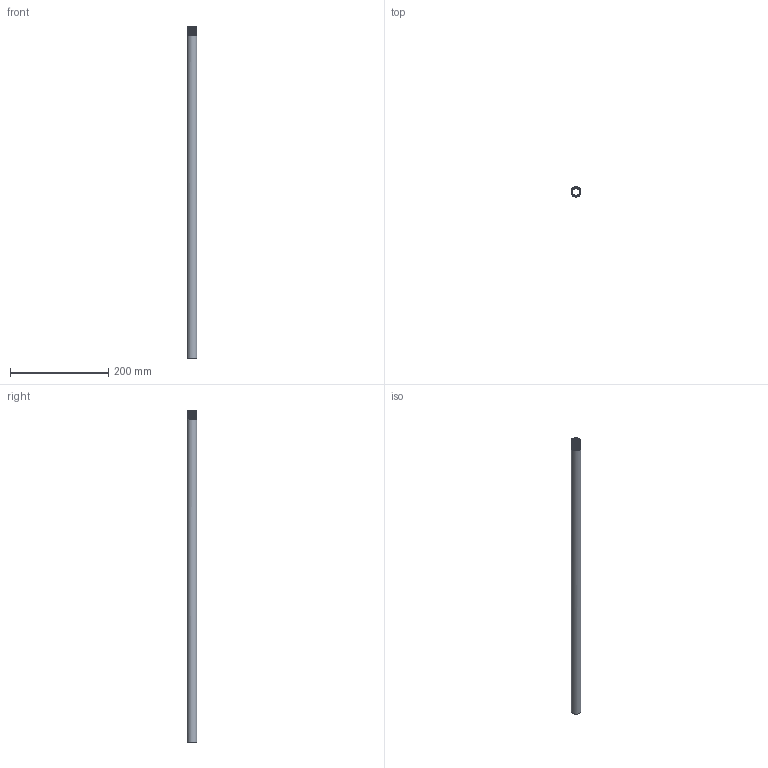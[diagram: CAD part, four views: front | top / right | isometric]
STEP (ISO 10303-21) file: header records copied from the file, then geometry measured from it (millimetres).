
FILE_DESCRIPTION(/* description */ ('CAx-IF Rec.Pracs.---Representation and Presentation of Product Manufacturing Information (PMI)---4.0---2014-10-13','CAx-IF Rec.Pracs.---3D Tessellated Geometry---0.4---2014-09-14','2;1'),/* implementation_level */ '2;1');
FILE_NAME(/* name */ 'M_Crank_Shaft',/* time_stamp */ '2024-04-10T09:55:56+02:00',/* author */ ('Philippe COLBACH'),/* organization */ ('ETH Zurich'),/* preprocessor_version */ 'ST-DEVELOPER v18.1',/* originating_system */ 'SIEMENS PLM Software NX 1988',/* authorisation */ $);
FILE_SCHEMA (('AP242_MANAGED_MODEL_BASED_3D_ENGINEERING_MIM_LF { 1 0 10303 442 3 1 4 }'));
Length unit declared in the file: millimetre
Products named in the file (1): M_Crank_Shaft
Bounding box: 20 x 20 x 677.5 mm (x, y, z)
Volume: 92246 mm3; surface area: 75340.1 mm2
Topology: 1 solids, 1 shells, 15 faces, 40 edges, 27 vertices
Faces by surface type: cylinder 10, plane 3, bspline 2
Full cylindrical faces by diameter (mm): 15 x1, 20 x8
Entity records: 1767 total; most frequent: CARTESIAN_POINT 1482, DIRECTION 58, ORIENTED_EDGE 30, AXIS2_PLACEMENT_3D 28, EDGE_CURVE 15, EDGE_LOOP 12, FACE_BOUND 12, VERTEX_POINT 11
